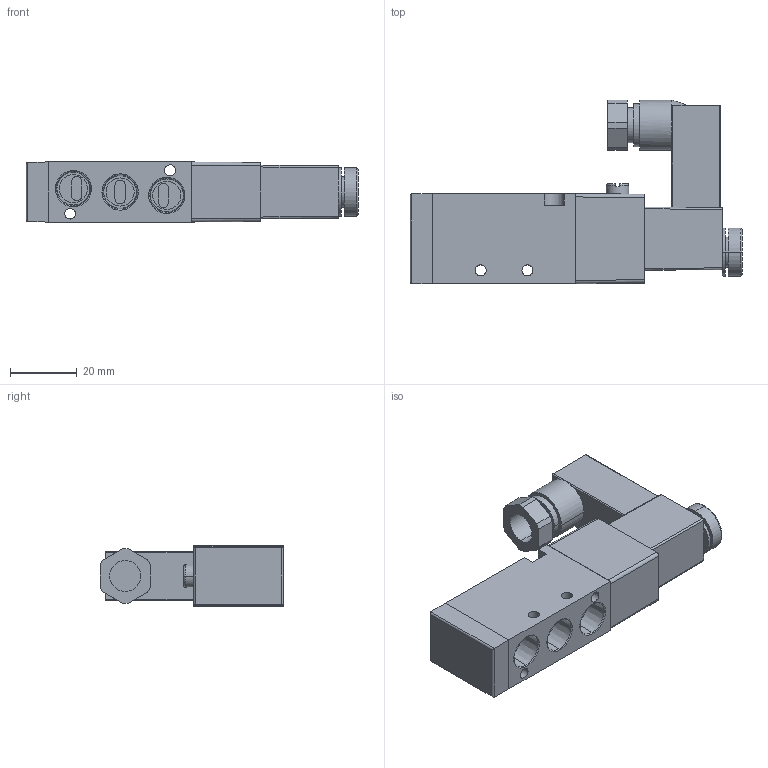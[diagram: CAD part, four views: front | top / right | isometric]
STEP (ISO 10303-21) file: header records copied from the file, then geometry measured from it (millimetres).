
FILE_DESCRIPTION (( 'STEP AP203' ), '1' );
FILE_NAME ('AVS-5111-24D.step', '2015-11-09T22:45:44', ( '' ), ( '' ), 'SwSTEP 2.0', 'SolidWorks 2015', '' );
FILE_SCHEMA (( 'CONFIG_CONTROL_DESIGN' ));
Length unit declared in the file: millimetre
Products named in the file (1): AVS-5111-24D
Bounding box: 99.5 x 55 x 18 mm (x, y, z)
Volume: 46406.9 mm3; surface area: 16762.3 mm2
Topology: 4 solids, 4 shells, 183 faces, 446 edges, 293 vertices
Faces by surface type: plane 90, cylinder 67, torus 15, cone 10, bspline 1
Entity records: 5557 total; most frequent: CARTESIAN_POINT 1084, DIRECTION 950, ORIENTED_EDGE 892, EDGE_CURVE 446, AXIS2_PLACEMENT_3D 357, VERTEX_POINT 293, LINE 236, VECTOR 236
